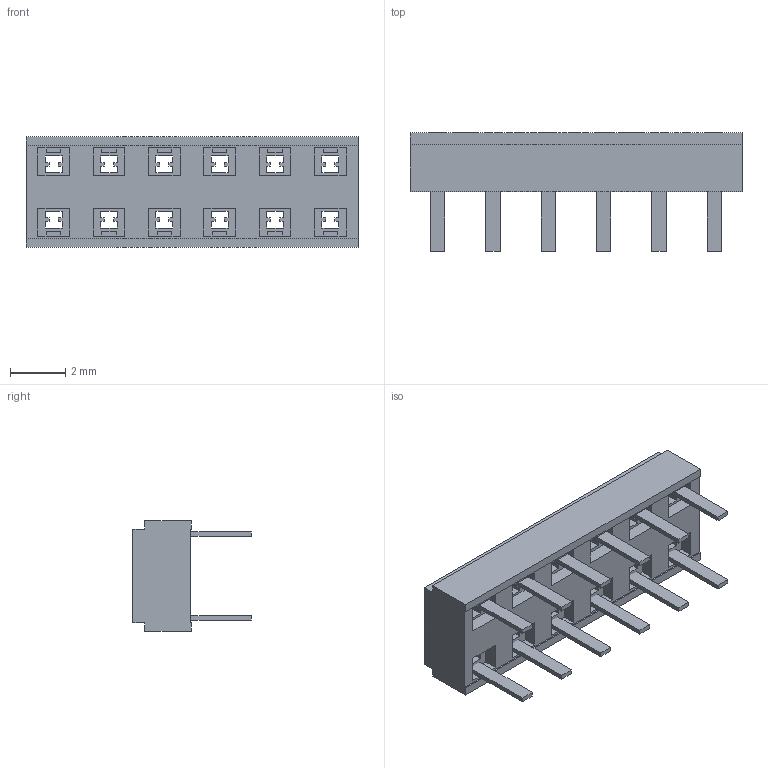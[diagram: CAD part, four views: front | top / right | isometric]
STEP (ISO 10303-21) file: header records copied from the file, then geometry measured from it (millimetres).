
FILE_DESCRIPTION( ( 'STEP AP214' ), '1' );
FILE_NAME( 'CLT-106-01-F-D.stp', '2022-01-25T17:58:22', ( 'License CC BY-ND 4.0' ), ( 'CADENAS' ), ' ', 'PARTsolutions', ' ' );
FILE_SCHEMA( ( 'AUTOMOTIVE_DESIGN { 1 0 10303 214 1 1 1 1 }' ) );
Length unit declared in the file: inch
Products named in the file (3): CLT-106-01-F-D; _CLT-106-01-F-D_socket; _C-0601_pins
Assembly tree (2 placements, depth 2):
  CLT-106-01-F-D
    _CLT-106-01-F-D_socket
    _C-0601_pins
Bounding box: 12 x 4.28 x 4 mm (x, y, z)
Volume: 84.4 mm3; surface area: 330.4 mm2
Topology: 2 solids, 2 shells, 286 faces, 795 edges, 530 vertices
Faces by surface type: plane 281, cylinder 5
Full cylindrical faces by diameter (mm): 0.889 x5
Entity records: 11338 total; most frequent: CARTESIAN_POINT 1609, ORIENTED_EDGE 1580, DIRECTION 1378, EDGE_CURVE 790, LINE 780, VECTOR 780, VERTEX_POINT 530, EDGE_LOOP 334
